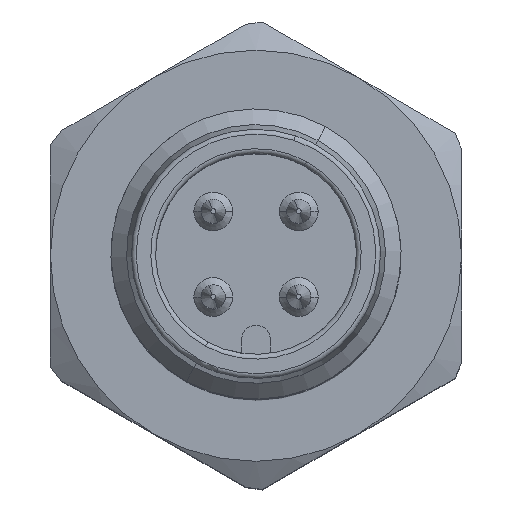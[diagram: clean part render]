
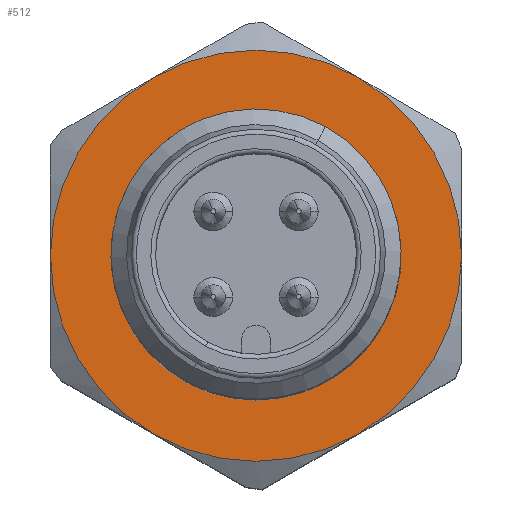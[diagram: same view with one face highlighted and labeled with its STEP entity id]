
A CAD part, top view. The second image highlights one B-rep face of the part: STEP entity #512.
In plain terms, the highlighted planar face has unit normal (0, 0, 1).
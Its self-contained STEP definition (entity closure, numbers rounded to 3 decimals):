
#512=ADVANCED_FACE('Body.8',(#1027,#1028),#1029,.F.);
#1027=FACE_OUTER_BOUND('',#1543,.T.);
#1028=FACE_BOUND('',#1544,.T.);
#1029=PLANE('',#1545);
#1543=EDGE_LOOP('',(#2892,#2893,#2894,#2895,#2896,#2897));
#1544=EDGE_LOOP('',(#2898,#2899,#2900));
#1545=AXIS2_PLACEMENT_3D('',#2901,#2902,#2903);
#2892=ORIENTED_EDGE('',*,*,#3419,.F.);
#2893=ORIENTED_EDGE('',*,*,#3433,.F.);
#2894=ORIENTED_EDGE('',*,*,#3447,.F.);
#2895=ORIENTED_EDGE('',*,*,#3461,.F.);
#2896=ORIENTED_EDGE('',*,*,#3392,.F.);
#2897=ORIENTED_EDGE('',*,*,#3405,.F.);
#2898=ORIENTED_EDGE('',*,*,#3474,.F.);
#2899=ORIENTED_EDGE('',*,*,#3475,.F.);
#2900=ORIENTED_EDGE('',*,*,#3386,.F.);
#2901=CARTESIAN_POINT('',(0.,0.,17.0));
#2902=DIRECTION('',(0.0,0.0,-1.0));
#2903=DIRECTION('',(0.0,-1.0,0.0));
#3386=EDGE_CURVE('',#4114,#4117,#4118,.F.);
#3392=EDGE_CURVE('',#4125,#4127,#4128,.F.);
#3405=EDGE_CURVE('',#4146,#4125,#4148,.F.);
#3419=EDGE_CURVE('',#4166,#4146,#4168,.F.);
#3433=EDGE_CURVE('',#4186,#4166,#4188,.F.);
#3447=EDGE_CURVE('',#4206,#4186,#4208,.F.);
#3461=EDGE_CURVE('',#4127,#4206,#4227,.F.);
#3474=EDGE_CURVE('',#4242,#4114,#4243,.F.);
#3475=EDGE_CURVE('',#4117,#4242,#4244,.F.);
#4114=VERTEX_POINT('',#5244);
#4117=VERTEX_POINT('',#5248);
#4118=CIRCLE('',#5249,5.8);
#4125=VERTEX_POINT('',#5260);
#4127=VERTEX_POINT('',#5266);
#4128=CIRCLE('',#5267,8.5);
#4146=VERTEX_POINT('',#5305);
#4148=CIRCLE('',#5311,8.5);
#4166=VERTEX_POINT('',#5349);
#4168=CIRCLE('',#5355,8.5);
#4186=VERTEX_POINT('',#5393);
#4188=CIRCLE('',#5399,8.5);
#4206=VERTEX_POINT('',#5437);
#4208=CIRCLE('',#5443,8.5);
#4227=CIRCLE('',#5486,8.5);
#4242=VERTEX_POINT('',#5518);
#4243=CIRCLE('',#5519,5.8);
#4244=CIRCLE('',#5520,5.8);
#5244=CARTESIAN_POINT('',(-0.137,-5.798,17.0));
#5248=CARTESIAN_POINT('',(0.137,5.798,17.0));
#5249=AXIS2_PLACEMENT_3D('',#6121,#6122,#6123);
#5260=CARTESIAN_POINT('',(4.25,-7.361,17.));
#5266=CARTESIAN_POINT('',(-4.25,-7.361,17.));
#5267=AXIS2_PLACEMENT_3D('',#6128,#6129,#6130);
#5305=CARTESIAN_POINT('',(8.5,0.,17.0));
#5311=AXIS2_PLACEMENT_3D('',#6136,#6137,#6138);
#5349=CARTESIAN_POINT('',(4.25,7.361,17.));
#5355=AXIS2_PLACEMENT_3D('',#6144,#6145,#6146);
#5393=CARTESIAN_POINT('',(-4.25,7.361,17.));
#5399=AXIS2_PLACEMENT_3D('',#6152,#6153,#6154);
#5437=CARTESIAN_POINT('',(-8.5,0.,17.0));
#5443=AXIS2_PLACEMENT_3D('',#6160,#6161,#6162);
#5486=AXIS2_PLACEMENT_3D('',#6168,#6169,#6170);
#5518=CARTESIAN_POINT('',(-5.09,-2.781,17.0));
#5519=AXIS2_PLACEMENT_3D('',#6176,#6177,#6178);
#5520=AXIS2_PLACEMENT_3D('',#6179,#6180,#6181);
#6121=CARTESIAN_POINT('',(0.,0.,17.0));
#6122=DIRECTION('',(0.0,0.0,-1.0));
#6123=DIRECTION('',(1.0,0.0,0.0));
#6128=CARTESIAN_POINT('',(0.0,0.0,17.0));
#6129=DIRECTION('',(0.0,0.0,1.0));
#6130=DIRECTION('',(1.0,0.0,0.0));
#6136=CARTESIAN_POINT('',(0.0,0.0,17.0));
#6137=DIRECTION('',(0.0,0.0,1.0));
#6138=DIRECTION('',(1.0,0.0,0.0));
#6144=CARTESIAN_POINT('',(0.0,0.0,17.0));
#6145=DIRECTION('',(-0.0,0.0,1.0));
#6146=DIRECTION('',(1.0,0.0,0.0));
#6152=CARTESIAN_POINT('',(0.0,0.0,17.0));
#6153=DIRECTION('',(-0.0,0.0,1.0));
#6154=DIRECTION('',(1.0,0.0,0.0));
#6160=CARTESIAN_POINT('',(0.0,0.0,17.0));
#6161=DIRECTION('',(-0.0,0.0,1.0));
#6162=DIRECTION('',(1.0,0.0,0.0));
#6168=CARTESIAN_POINT('',(0.0,0.0,17.0));
#6169=DIRECTION('',(0.0,0.0,1.0));
#6170=DIRECTION('',(1.0,0.0,0.0));
#6176=CARTESIAN_POINT('',(0.,0.,17.0));
#6177=DIRECTION('',(0.0,0.0,-1.0));
#6178=DIRECTION('',(1.0,0.0,0.0));
#6179=CARTESIAN_POINT('',(0.,0.,17.0));
#6180=DIRECTION('',(0.0,0.0,-1.0));
#6181=DIRECTION('',(1.0,0.0,0.0));
